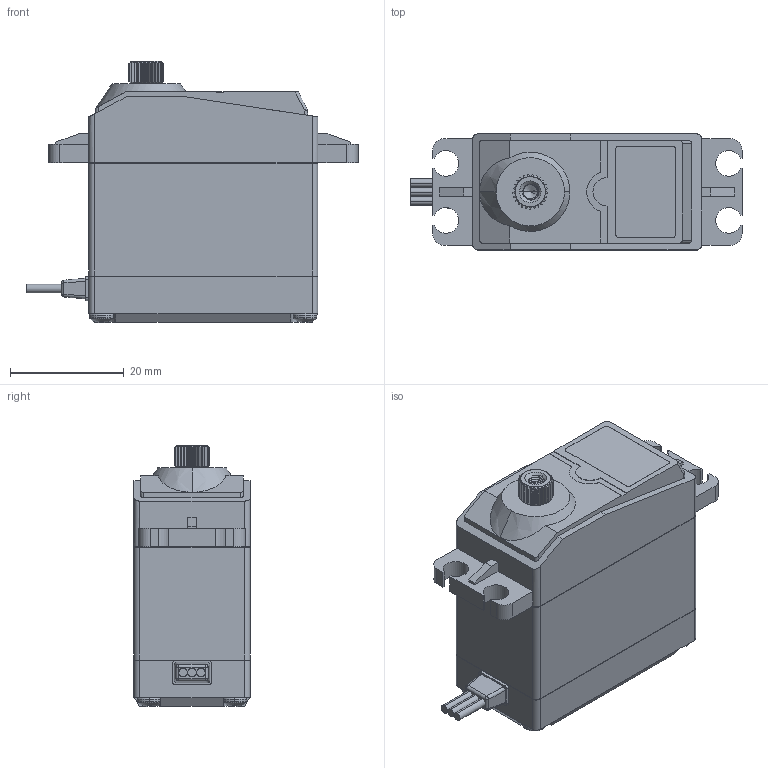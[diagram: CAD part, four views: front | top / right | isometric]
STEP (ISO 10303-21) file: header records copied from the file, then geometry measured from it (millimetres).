
FILE_DESCRIPTION (( 'STEP AP214' ), '1' );
FILE_NAME ('DS3225 SG Coreless.STEP', '2020-04-25T03:04:13', ( '' ), ( '' ), 'SwSTEP 2.0', 'SolidWorks 2018', '' );
FILE_SCHEMA (( 'AUTOMOTIVE_DESIGN' ));
Length unit declared in the file: millimetre
Products named in the file (1): DS3225 SG Coreless
Bounding box: 58.25 x 20.4 x 45.91 mm (x, y, z)
Volume: 33392.5 mm3; surface area: 13085.2 mm2
Topology: 12 solids, 12 shells, 642 faces, 1637 edges, 998 vertices
Faces by surface type: plane 223, cylinder 175, bspline 85, cone 59, sphere 52, torus 48
Entity records: 22829 total; most frequent: CARTESIAN_POINT 8111, ORIENTED_EDGE 3222, DIRECTION 2903, EDGE_CURVE 1611, AXIS2_PLACEMENT_3D 1135, VERTEX_POINT 998, EDGE_LOOP 649, FACE_OUTER_BOUND 642
